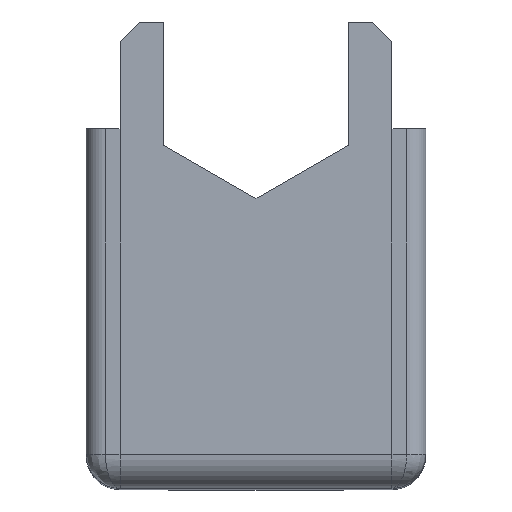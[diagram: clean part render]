
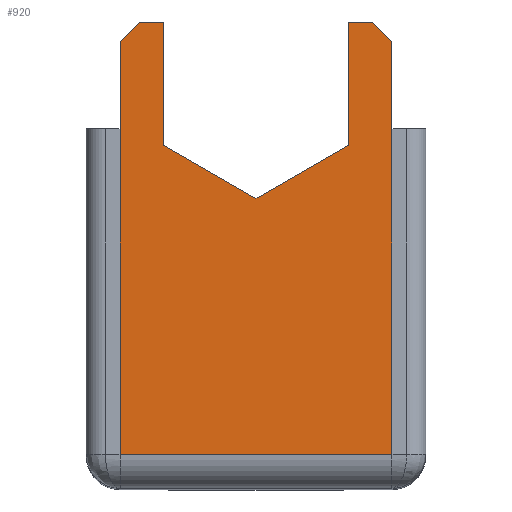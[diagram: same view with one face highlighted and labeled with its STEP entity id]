
A CAD part, top view. The second image highlights one B-rep face of the part: STEP entity #920.
In plain terms, the highlighted planar face has unit normal (0, 0, 1).
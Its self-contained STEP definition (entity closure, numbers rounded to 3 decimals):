
#18 = DIRECTION ( 'NONE',  ( 0., -1., 0. ) ) ;
#23 = VERTEX_POINT ( 'NONE', #1408 ) ;
#24 = DIRECTION ( 'NONE',  ( -1., 0., 0. ) ) ;
#32 = CARTESIAN_POINT ( 'NONE',  ( 14., 22., 0. ) ) ;
#79 = EDGE_CURVE ( 'NONE', #23, #1883, #1520, .T. ) ;
#115 = LINE ( 'NONE', #1369, #1609 ) ;
#124 = AXIS2_PLACEMENT_3D ( 'NONE', #857, #1625, #707 ) ;
#148 = EDGE_CURVE ( 'NONE', #764, #931, #1469, .T. ) ;
#151 = ORIENTED_EDGE ( 'NONE', *, *, #1940, .T. ) ;
#154 = LINE ( 'NONE', #32, #763 ) ;
#199 = ORIENTED_EDGE ( 'NONE', *, *, #697, .T. ) ;
#226 = LINE ( 'NONE', #651, #1035 ) ;
#256 = EDGE_CURVE ( 'NONE', #1694, #841, #655, .T. ) ;
#299 = EDGE_CURVE ( 'NONE', #855, #1694, #1283, .T. ) ;
#315 = CARTESIAN_POINT ( 'NONE',  ( 0., 5.83, 0. ) ) ;
#317 = VECTOR ( 'NONE', #18, 1000. ) ;
#340 = ORIENTED_EDGE ( 'NONE', *, *, #148, .F. ) ;
#343 = CARTESIAN_POINT ( 'NONE',  ( -12., 24., 0. ) ) ;
#376 = VECTOR ( 'NONE', #1613, 1000. ) ;
#383 = EDGE_LOOP ( 'NONE', ( #340, #1957, #615, #933, #1531, #1055, #1030, #1379, #199, #962, #1430, #474, #151 ) ) ;
#385 = VECTOR ( 'NONE', #24, 1000. ) ;
#396 = LINE ( 'NONE', #315, #510 ) ;
#417 = VECTOR ( 'NONE', #1419, 1000. ) ;
#453 = VERTEX_POINT ( 'NONE', #877 ) ;
#456 = DIRECTION ( 'NONE',  ( 0.866, 0.5, 0. ) ) ;
#474 = ORIENTED_EDGE ( 'NONE', *, *, #1852, .T. ) ;
#507 = EDGE_CURVE ( 'NONE', #1883, #911, #115, .T. ) ;
#510 = VECTOR ( 'NONE', #456, 1000. ) ;
#520 = DIRECTION ( 'NONE',  ( 0., 1., 0. ) ) ;
#536 = CARTESIAN_POINT ( 'NONE',  ( -14., -20.5, 0. ) ) ;
#555 = CARTESIAN_POINT ( 'NONE',  ( 0., 5.83, 0. ) ) ;
#556 = EDGE_CURVE ( 'NONE', #904, #764, #396, .T. ) ;
#598 = CARTESIAN_POINT ( 'NONE',  ( -14., 13., 0. ) ) ;
#615 = ORIENTED_EDGE ( 'NONE', *, *, #1893, .F. ) ;
#622 = EDGE_CURVE ( 'NONE', #453, #855, #1681, .T. ) ;
#651 = CARTESIAN_POINT ( 'NONE',  ( -14., -20.5, 0. ) ) ;
#655 = LINE ( 'NONE', #1302, #376 ) ;
#681 = CARTESIAN_POINT ( 'NONE',  ( 9.5, 11.315, 0. ) ) ;
#691 = LINE ( 'NONE', #1099, #317 ) ;
#697 = EDGE_CURVE ( 'NONE', #841, #23, #226, .T. ) ;
#707 = DIRECTION ( 'NONE',  ( -1., 0., 0. ) ) ;
#715 = LINE ( 'NONE', #1491, #1842 ) ;
#718 = CARTESIAN_POINT ( 'NONE',  ( -9.5, 24., 0. ) ) ;
#732 = DIRECTION ( 'NONE',  ( -1., 0., 0. ) ) ;
#763 = VECTOR ( 'NONE', #1386, 1000. ) ;
#764 = VERTEX_POINT ( 'NONE', #1901 ) ;
#775 = CARTESIAN_POINT ( 'NONE',  ( 14., 13., 0. ) ) ;
#776 = FACE_OUTER_BOUND ( 'NONE', #383, .T. ) ;
#841 = VERTEX_POINT ( 'NONE', #536 ) ;
#851 = CARTESIAN_POINT ( 'NONE',  ( 14., 22., 0. ) ) ;
#855 = VERTEX_POINT ( 'NONE', #975 ) ;
#857 = CARTESIAN_POINT ( 'NONE',  ( 0., 0., 0. ) ) ;
#877 = CARTESIAN_POINT ( 'NONE',  ( -12., 24., 0. ) ) ;
#904 = VERTEX_POINT ( 'NONE', #555 ) ;
#911 = VERTEX_POINT ( 'NONE', #851 ) ;
#919 = DIRECTION ( 'NONE',  ( 0., 1., 0. ) ) ;
#920 = ADVANCED_FACE ( 'NONE', ( #776 ), #1464, .F. ) ;
#931 = VERTEX_POINT ( 'NONE', #1921 ) ;
#933 = ORIENTED_EDGE ( 'NONE', *, *, #1917, .F. ) ;
#937 = CARTESIAN_POINT ( 'NONE',  ( -14., 24., 0. ) ) ;
#955 = VERTEX_POINT ( 'NONE', #1927 ) ;
#962 = ORIENTED_EDGE ( 'NONE', *, *, #79, .T. ) ;
#971 = DIRECTION ( 'NONE',  ( 1., 0., 0. ) ) ;
#975 = CARTESIAN_POINT ( 'NONE',  ( -14., 22., 0. ) ) ;
#986 = VERTEX_POINT ( 'NONE', #718 ) ;
#998 = VECTOR ( 'NONE', #520, 1000. ) ;
#1030 = ORIENTED_EDGE ( 'NONE', *, *, #299, .T. ) ;
#1035 = VECTOR ( 'NONE', #971, 1000. ) ;
#1055 = ORIENTED_EDGE ( 'NONE', *, *, #622, .T. ) ;
#1099 = CARTESIAN_POINT ( 'NONE',  ( -9.5, 24., 0. ) ) ;
#1133 = VERTEX_POINT ( 'NONE', #1849 ) ;
#1178 = VECTOR ( 'NONE', #1844, 1000. ) ;
#1235 = VECTOR ( 'NONE', #1760, 1000. ) ;
#1252 = CARTESIAN_POINT ( 'NONE',  ( -9.5, 11.315, 0. ) ) ;
#1283 = LINE ( 'NONE', #1765, #1235 ) ;
#1302 = CARTESIAN_POINT ( 'NONE',  ( -14., -24., 0. ) ) ;
#1350 = VECTOR ( 'NONE', #1383, 1000. ) ;
#1369 = CARTESIAN_POINT ( 'NONE',  ( 14., -24., 0. ) ) ;
#1379 = ORIENTED_EDGE ( 'NONE', *, *, #256, .T. ) ;
#1383 = DIRECTION ( 'NONE',  ( 0., 1., 0. ) ) ;
#1386 = DIRECTION ( 'NONE',  ( -0.707, 0.707, 0. ) ) ;
#1408 = CARTESIAN_POINT ( 'NONE',  ( 14., -20.5, 0. ) ) ;
#1419 = DIRECTION ( 'NONE',  ( -0.707, -0.707, 0. ) ) ;
#1430 = ORIENTED_EDGE ( 'NONE', *, *, #507, .T. ) ;
#1453 = LINE ( 'NONE', #937, #385 ) ;
#1464 = PLANE ( 'NONE',  #124 ) ;
#1469 = LINE ( 'NONE', #681, #998 ) ;
#1491 = CARTESIAN_POINT ( 'NONE',  ( -14., 24., 0. ) ) ;
#1520 = LINE ( 'NONE', #1567, #1350 ) ;
#1531 = ORIENTED_EDGE ( 'NONE', *, *, #1648, .T. ) ;
#1567 = CARTESIAN_POINT ( 'NONE',  ( 14., -24., 0. ) ) ;
#1609 = VECTOR ( 'NONE', #919, 1000. ) ;
#1613 = DIRECTION ( 'NONE',  ( 0., -1., 0. ) ) ;
#1625 = DIRECTION ( 'NONE',  ( 0., 0., -1. ) ) ;
#1648 = EDGE_CURVE ( 'NONE', #986, #453, #715, .T. ) ;
#1681 = LINE ( 'NONE', #343, #417 ) ;
#1694 = VERTEX_POINT ( 'NONE', #598 ) ;
#1716 = LINE ( 'NONE', #1252, #1178 ) ;
#1760 = DIRECTION ( 'NONE',  ( 0., -1., 0. ) ) ;
#1765 = CARTESIAN_POINT ( 'NONE',  ( -14., -24., 0. ) ) ;
#1842 = VECTOR ( 'NONE', #732, 1000. ) ;
#1844 = DIRECTION ( 'NONE',  ( 0.866, -0.5, 0. ) ) ;
#1849 = CARTESIAN_POINT ( 'NONE',  ( -9.5, 11.315, 0. ) ) ;
#1852 = EDGE_CURVE ( 'NONE', #911, #955, #154, .T. ) ;
#1883 = VERTEX_POINT ( 'NONE', #775 ) ;
#1893 = EDGE_CURVE ( 'NONE', #1133, #904, #1716, .T. ) ;
#1901 = CARTESIAN_POINT ( 'NONE',  ( 9.5, 11.315, 0. ) ) ;
#1917 = EDGE_CURVE ( 'NONE', #986, #1133, #691, .T. ) ;
#1921 = CARTESIAN_POINT ( 'NONE',  ( 9.5, 24., 0. ) ) ;
#1927 = CARTESIAN_POINT ( 'NONE',  ( 12., 24., 0. ) ) ;
#1940 = EDGE_CURVE ( 'NONE', #955, #931, #1453, .T. ) ;
#1957 = ORIENTED_EDGE ( 'NONE', *, *, #556, .F. ) ;
